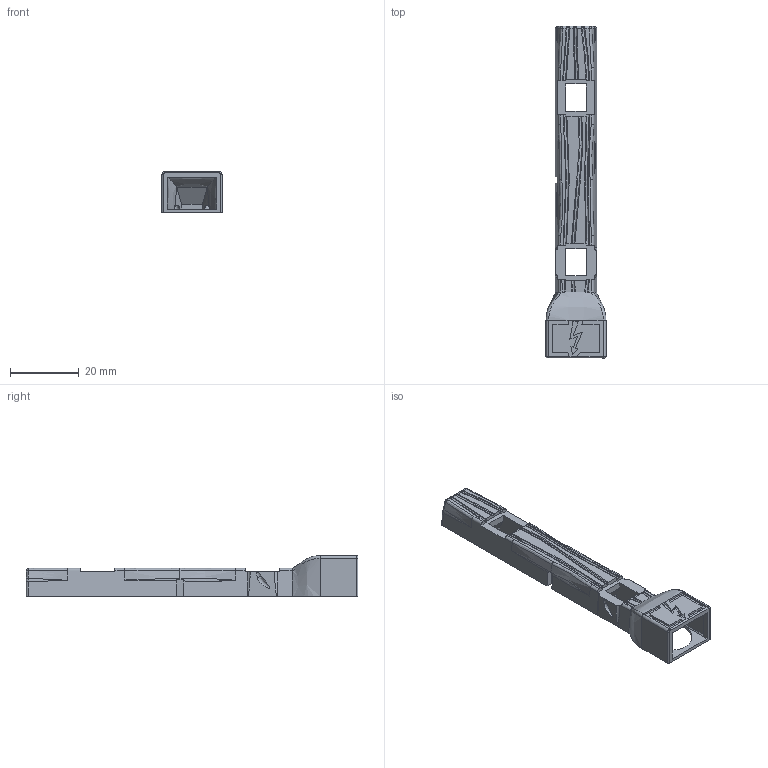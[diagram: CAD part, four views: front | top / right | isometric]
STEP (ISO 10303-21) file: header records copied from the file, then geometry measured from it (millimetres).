
FILE_DESCRIPTION(/* description */ (''),/* implementation_level */ '2;1');
FILE_NAME(/* name */ 'Switch Sleeper - Track Clip Cavity.step',/* time_stamp */ '2023-01-15T17:24:16-08:00',/* author */ (''),/* organization */ (''),/* preprocessor_version */ 'ST-DEVELOPER v19.2',/* originating_system */ 'Autodesk Translation Framework v11.17.0.187',/* authorisation */ '');
FILE_SCHEMA (('AUTOMOTIVE_DESIGN { 1 0 10303 214 3 1 1 }'));
Length unit declared in the file: millimetre
Products named in the file (2): Isolator Assembly; Custom Sleeper - Switch
Assembly tree (1 placements, depth 2):
  Isolator Assembly
    Custom Sleeper - Switch
Bounding box: 17.5 x 96.8 x 11.9 mm (x, y, z)
Volume: 6502.8 mm3; surface area: 5341.2 mm2
Topology: 1 solids, 1 shells, 222 faces, 614 edges, 386 vertices
Faces by surface type: plane 122, bspline 76, cylinder 24
Entity records: 10994 total; most frequent: CARTESIAN_POINT 5926, ORIENTED_EDGE 1216, DIRECTION 759, EDGE_CURVE 608, VERTEX_POINT 386, LINE 337, VECTOR 337, EDGE_LOOP 230
